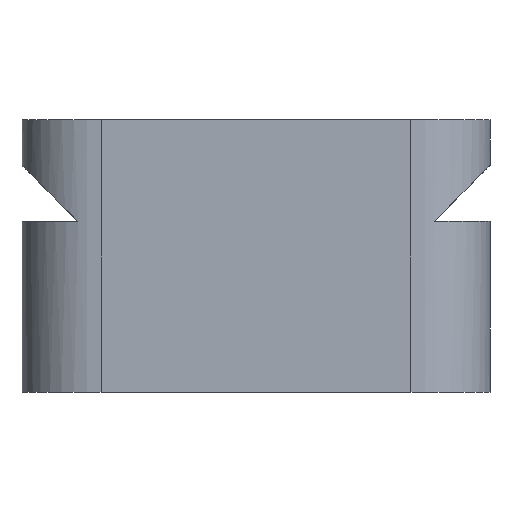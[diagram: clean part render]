
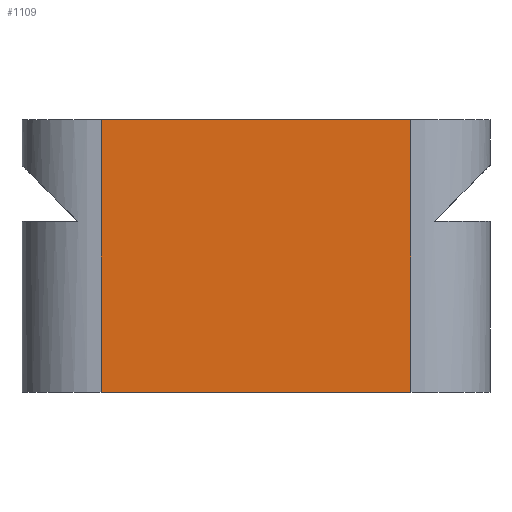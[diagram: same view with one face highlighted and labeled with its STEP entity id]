
A CAD part, front view. The second image highlights one B-rep face of the part: STEP entity #1109.
In plain terms, the highlighted planar face has unit normal (0, -1, 0).
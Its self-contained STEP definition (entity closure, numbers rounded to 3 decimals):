
#120=FACE_OUTER_BOUND('',#189,.T.);
#189=EDGE_LOOP('',(#1005,#1006,#1007,#1008));
#255=LINE('',#1825,#352);
#265=LINE('',#1849,#362);
#276=LINE('',#1877,#373);
#283=LINE('',#1893,#380);
#352=VECTOR('',#1489,10.);
#362=VECTOR('',#1511,10.);
#373=VECTOR('',#1542,10.);
#380=VECTOR('',#1559,10.);
#525=VERTEX_POINT('',#1822);
#526=VERTEX_POINT('',#1824);
#533=VERTEX_POINT('',#1846);
#534=VERTEX_POINT('',#1848);
#662=EDGE_CURVE('',#526,#525,#255,.T.);
#674=EDGE_CURVE('',#533,#534,#265,.T.);
#689=EDGE_CURVE('',#534,#525,#276,.T.);
#698=EDGE_CURVE('',#526,#533,#283,.T.);
#1005=ORIENTED_EDGE('',*,*,#662,.T.);
#1006=ORIENTED_EDGE('',*,*,#689,.F.);
#1007=ORIENTED_EDGE('',*,*,#674,.F.);
#1008=ORIENTED_EDGE('',*,*,#698,.F.);
#1051=PLANE('',#1234);
#1109=ADVANCED_FACE('',(#120),#1051,.T.);
#1234=AXIS2_PLACEMENT_3D('',#1905,#1577,#1578);
#1489=DIRECTION('',(0.,0.,-1.));
#1511=DIRECTION('',(0.,0.,-1.));
#1542=DIRECTION('',(-1.,0.,0.));
#1559=DIRECTION('',(1.,0.,0.));
#1577=DIRECTION('center_axis',(0.,-1.,0.));
#1578=DIRECTION('ref_axis',(-1.,0.,0.));
#1822=CARTESIAN_POINT('',(-9.8,-25.182,-16.75));
#1824=CARTESIAN_POINT('',(-9.8,-25.182,0.5));
#1825=CARTESIAN_POINT('',(-9.8,-25.182,-1.75));
#1846=CARTESIAN_POINT('',(9.8,-25.182,0.5));
#1848=CARTESIAN_POINT('',(9.8,-25.182,-16.75));
#1849=CARTESIAN_POINT('',(9.8,-25.182,-1.75));
#1877=CARTESIAN_POINT('',(9.8,-25.182,-16.75));
#1893=CARTESIAN_POINT('',(9.8,-25.182,0.5));
#1905=CARTESIAN_POINT('Origin',(9.8,-25.182,-1.75));
